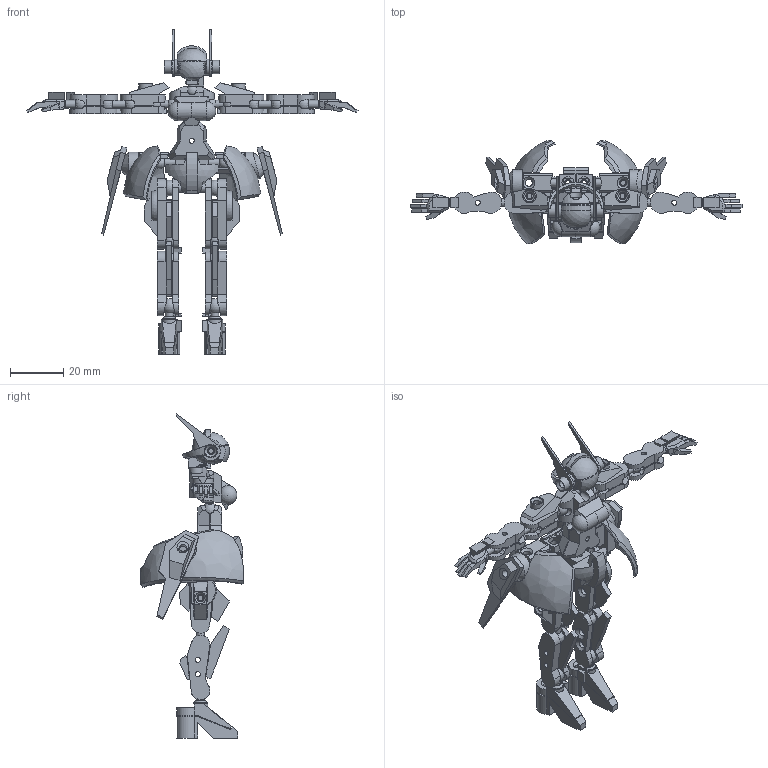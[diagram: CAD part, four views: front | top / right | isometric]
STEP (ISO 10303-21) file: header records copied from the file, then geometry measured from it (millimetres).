
FILE_DESCRIPTION(/* description */ (''),/* implementation_level */ '2;1');
FILE_NAME(/* name */ 'DefRobo v38.step',/* time_stamp */ '2021-09-22T23:10:14+09:00',/* author */ (''),/* organization */ (''),/* preprocessor_version */ 'ST-DEVELOPER v18.1',/* originating_system */ 'Autodesk Translation Framework v10.10.0.1391',/* authorisation */ '');
FILE_SCHEMA (('AUTOMOTIVE_DESIGN { 1 0 10303 214 3 1 1 }'));
Length unit declared in the file: millimetre
Products named in the file (8): DefRobo; Haed; Breast; Hip; ArmL; RegL; ArmR; RegR
Assembly tree (7 placements, depth 2):
  DefRobo
    Haed
    Breast
    Hip
    ArmL
    RegL
    ArmR
    RegR
Bounding box: 124.87 x 38.91 x 121.98 mm (x, y, z)
Volume: 24080.9 mm3; surface area: 30876.4 mm2
Topology: 64 solids, 64 shells, 1418 faces, 3782 edges, 2499 vertices
Faces by surface type: plane 928, cylinder 304, sphere 86, cone 59, bspline 41
Full cylindrical faces by diameter (mm): 1.2 x27, 1.9 x32, 2.7 x33, 3 x16, 3.2 x6, 5 x7, 6.4 x2, 10 x1
Entity records: 46989 total; most frequent: CARTESIAN_POINT 11114, ORIENTED_EDGE 7462, DIRECTION 7269, EDGE_CURVE 3731, VERTEX_POINT 2499, AXIS2_PLACEMENT_3D 2473, LINE 2323, VECTOR 2323
